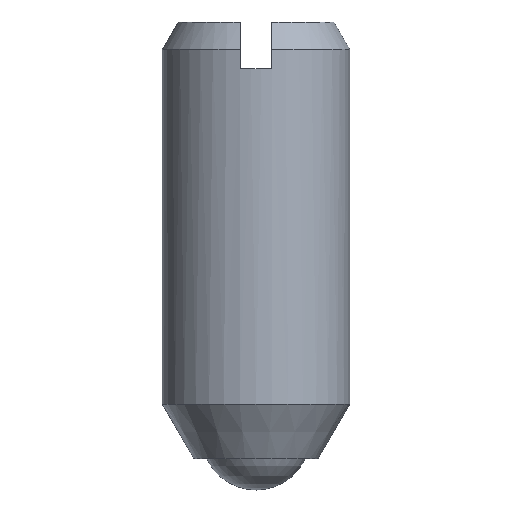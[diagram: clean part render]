
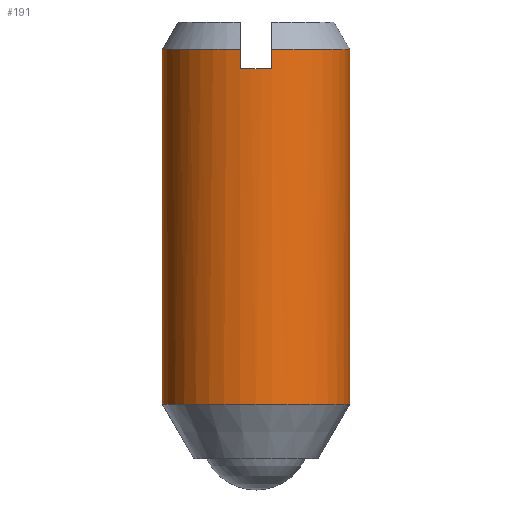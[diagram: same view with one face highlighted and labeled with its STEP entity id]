
A CAD part, front view. The second image highlights one B-rep face of the part: STEP entity #191.
In plain terms, the highlighted cylindrical face has radius 3 mm (diameter 6 mm), a partial arc.
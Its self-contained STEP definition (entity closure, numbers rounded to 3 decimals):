
#113=EDGE_CURVE('',#165,#121,#281,.T.);
#121=VERTEX_POINT('',#290);
#127=EDGE_CURVE('',#121,#135,#296,.T.);
#135=VERTEX_POINT('',#305);
#139=EDGE_CURVE('',#199,#165,#310,.T.);
#151=EDGE_CURVE('',#213,#189,#324,.T.);
#165=VERTEX_POINT('',#340);
#169=EDGE_CURVE('',#213,#195,#345,.T.);
#173=EDGE_CURVE('',#199,#231,#349,.T.);
#189=VERTEX_POINT('',#366);
#191=ADVANCED_FACE('',(#368),#369,.T.);
#195=VERTEX_POINT('',#374);
#199=VERTEX_POINT('',#378);
#211=EDGE_CURVE('',#231,#189,#390,.T.);
#213=VERTEX_POINT('',#392);
#231=VERTEX_POINT('',#412);
#251=EDGE_CURVE('',#195,#135,#434,.T.);
#281=CIRCLE('',#458,3.);
#290=CARTESIAN_POINT('',(-0.5,-2.958,13.5));
#296=LINE('',#477,#478);
#305=CARTESIAN_POINT('',(-0.5,-2.958,14.134));
#310=LINE('',#495,#496);
#324=CIRCLE('',#522,3.);
#340=CARTESIAN_POINT('',(0.5,-2.958,13.5));
#345=LINE('',#547,#548);
#349=CIRCLE('',#553,3.);
#366=CARTESIAN_POINT('',(3.,0.,2.75));
#368=FACE_OUTER_BOUND('',#580,.T.);
#369=CYLINDRICAL_SURFACE('',#581,3.);
#374=CARTESIAN_POINT('',(-3.,0.,14.134));
#378=CARTESIAN_POINT('',(0.5,-2.958,14.134));
#390=LINE('',#627,#628);
#392=CARTESIAN_POINT('',(-3.,0.,2.75));
#412=CARTESIAN_POINT('',(3.,0.,14.134));
#434=CIRCLE('',#690,3.);
#458=AXIS2_PLACEMENT_3D('',#706,#707,#708);
#477=CARTESIAN_POINT('',(-0.5,-2.958,8.442));
#478=VECTOR('',#725,1.0);
#495=CARTESIAN_POINT('',(0.5,-2.958,8.442));
#496=VECTOR('',#747,1.0);
#522=AXIS2_PLACEMENT_3D('',#765,#766,#767);
#547=CARTESIAN_POINT('',(-3.,0.,8.442));
#548=VECTOR('',#798,1.0);
#553=AXIS2_PLACEMENT_3D('',#799,#800,#801);
#580=EDGE_LOOP('',(#820,#821,#822,#823,#824,#825,#826,#827));
#581=AXIS2_PLACEMENT_3D('',#828,#829,#830);
#627=CARTESIAN_POINT('',(3.,0.,8.442));
#628=VECTOR('',#851,1.0);
#690=AXIS2_PLACEMENT_3D('',#885,#886,#887);
#706=CARTESIAN_POINT('',(0.0,0.,13.5));
#707=DIRECTION('',(0.0,0.,-1.0));
#708=DIRECTION('',(-1.0,0.,0.));
#725=DIRECTION('',(0.0,0.0,1.0));
#747=DIRECTION('',(0.0,0.0,-1.0));
#765=CARTESIAN_POINT('',(0.0,0.,2.75));
#766=DIRECTION('',(0.0,0.0,1.0));
#767=DIRECTION('',(-1.0,0.,0.0));
#798=DIRECTION('',(0.0,0.0,1.0));
#799=CARTESIAN_POINT('',(0.0,0.,14.134));
#800=DIRECTION('',(0.0,0.0,1.0));
#801=DIRECTION('',(-1.0,0.,0.0));
#820=ORIENTED_EDGE('',*,*,#169,.F.);
#821=ORIENTED_EDGE('',*,*,#151,.T.);
#822=ORIENTED_EDGE('',*,*,#211,.F.);
#823=ORIENTED_EDGE('',*,*,#173,.F.);
#824=ORIENTED_EDGE('',*,*,#139,.T.);
#825=ORIENTED_EDGE('',*,*,#113,.T.);
#826=ORIENTED_EDGE('',*,*,#127,.T.);
#827=ORIENTED_EDGE('',*,*,#251,.F.);
#828=CARTESIAN_POINT('',(0.0,0.,8.442));
#829=DIRECTION('',(-0.0,-0.0,-1.0));
#830=DIRECTION('',(-1.0,0.,0.0));
#851=DIRECTION('',(-0.0,-0.0,-1.0));
#885=CARTESIAN_POINT('',(0.0,0.,14.134));
#886=DIRECTION('',(0.0,0.0,1.0));
#887=DIRECTION('',(-1.0,0.,0.0));
